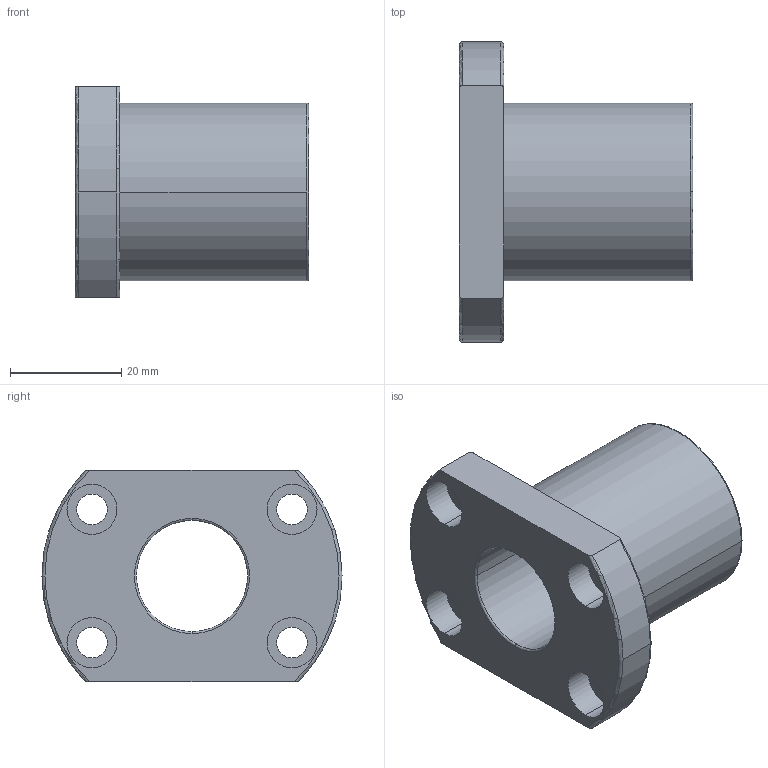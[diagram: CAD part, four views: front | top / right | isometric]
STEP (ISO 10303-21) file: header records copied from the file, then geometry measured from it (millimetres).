
FILE_DESCRIPTION(('STEP AP214'),'1');
FILE_NAME('linear_lmh20uu.stp','2017-04-25T13:00:52',('TraceParts'),('TraceParts S.A.'),'Spatial InterOp 3D',' ',' ');
FILE_SCHEMA(('automotive_design'));
Length unit declared in the file: millimetre
Products named in the file (1): linear_lmh20uu
Bounding box: 42 x 54 x 38 mm (x, y, z)
Volume: 27496.1 mm3; surface area: 10963.6 mm2
Topology: 1 solids, 1 shells, 43 faces, 111 edges, 75 vertices
Faces by surface type: cylinder 24, torus 10, plane 9
Entity records: 2030 total; most frequent: CARTESIAN_POINT 534, DIRECTION 264, ORIENTED_EDGE 222, AXIS2_PLACEMENT_3D 117, EDGE_CURVE 111, VERTEX_POINT 75, CIRCLE 73, EDGE_LOOP 58
